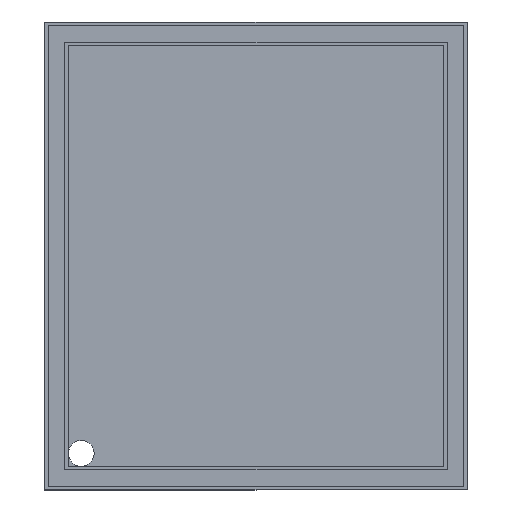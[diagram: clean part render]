
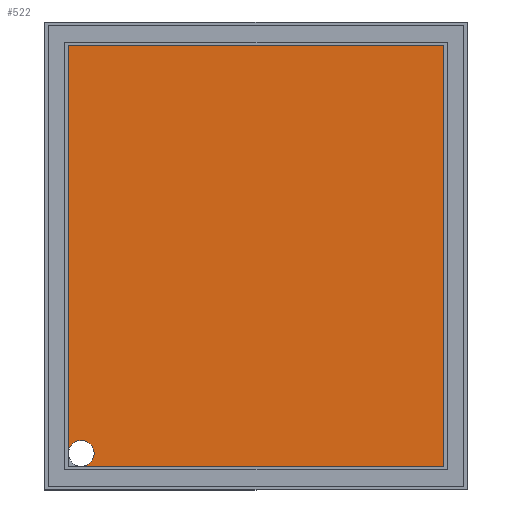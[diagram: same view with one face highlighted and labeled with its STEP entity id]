
A CAD part, top view. The second image highlights one B-rep face of the part: STEP entity #522.
In plain terms, the highlighted planar face has unit normal (0, 0, 1).
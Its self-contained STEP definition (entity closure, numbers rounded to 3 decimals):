
#13 = VERTEX_POINT ( 'NONE', #369 ) ;
#28 = CARTESIAN_POINT ( 'NONE',  ( -87.104, 97.61, 1.6 ) ) ;
#31 = AXIS2_PLACEMENT_3D ( 'NONE', #865, #409, #335 ) ;
#69 = VERTEX_POINT ( 'NONE', #278 ) ;
#124 = VECTOR ( 'NONE', #216, 1000. ) ;
#139 = CARTESIAN_POINT ( 'NONE',  ( 87.104, 97.61, 1.6 ) ) ;
#153 = FACE_OUTER_BOUND ( 'NONE', #905, .T. ) ;
#156 = CIRCLE ( 'NONE', #606, 6. ) ;
#189 = EDGE_CURVE ( 'NONE', #69, #415, #336, .T. ) ;
#216 = DIRECTION ( 'NONE',  ( 0., -1., 0. ) ) ;
#230 = ORIENTED_EDGE ( 'NONE', *, *, #648, .F. ) ;
#232 = VERTEX_POINT ( 'NONE', #531 ) ;
#270 = CARTESIAN_POINT ( 'NONE',  ( -81.104, -91.61, 1.6 ) ) ;
#278 = CARTESIAN_POINT ( 'NONE',  ( -87.104, -91.61, 1.6 ) ) ;
#294 = CARTESIAN_POINT ( 'NONE',  ( -81.104, -91.61, 1.6 ) ) ;
#302 = DIRECTION ( 'NONE',  ( 1., 0., 0. ) ) ;
#335 = DIRECTION ( 'NONE',  ( -1., 0., 0. ) ) ;
#336 = LINE ( 'NONE', #28, #616 ) ;
#369 = CARTESIAN_POINT ( 'NONE',  ( 87.104, -97.61, 1.6 ) ) ;
#409 = DIRECTION ( 'NONE',  ( 0., 0., -1. ) ) ;
#415 = VERTEX_POINT ( 'NONE', #903 ) ;
#418 = DIRECTION ( 'NONE',  ( 0., 1., 0. ) ) ;
#438 = DIRECTION ( 'NONE',  ( 0., 0., 1. ) ) ;
#452 = ORIENTED_EDGE ( 'NONE', *, *, #545, .F. ) ;
#471 = ORIENTED_EDGE ( 'NONE', *, *, #690, .F. ) ;
#480 = CARTESIAN_POINT ( 'NONE',  ( 87.104, -97.61, 1.6 ) ) ;
#500 = DIRECTION ( 'NONE',  ( 1., 0., 0. ) ) ;
#504 = CARTESIAN_POINT ( 'NONE',  ( 87.104, 97.61, 1.6 ) ) ;
#522 = ADVANCED_FACE ( 'NONE', ( #153 ), #779, .F. ) ;
#531 = CARTESIAN_POINT ( 'NONE',  ( -81.104, -97.61, 1.6 ) ) ;
#540 = VECTOR ( 'NONE', #713, 1000. ) ;
#545 = EDGE_CURVE ( 'NONE', #415, #881, #883, .T. ) ;
#592 = ORIENTED_EDGE ( 'NONE', *, *, #950, .F. ) ;
#606 = AXIS2_PLACEMENT_3D ( 'NONE', #294, #992, #302 ) ;
#616 = VECTOR ( 'NONE', #418, 1000. ) ;
#644 = LINE ( 'NONE', #480, #540 ) ;
#648 = EDGE_CURVE ( 'NONE', #772, #69, #688, .T. ) ;
#657 = DIRECTION ( 'NONE',  ( 1., 0., 0. ) ) ;
#688 = CIRCLE ( 'NONE', #993, 6. ) ;
#689 = CARTESIAN_POINT ( 'NONE',  ( -75.104, -91.61, 1.6 ) ) ;
#690 = EDGE_CURVE ( 'NONE', #232, #772, #156, .T. ) ;
#713 = DIRECTION ( 'NONE',  ( -1., 0., 0. ) ) ;
#772 = VERTEX_POINT ( 'NONE', #689 ) ;
#779 = PLANE ( 'NONE',  #31 ) ;
#795 = EDGE_CURVE ( 'NONE', #881, #13, #973, .T. ) ;
#845 = CARTESIAN_POINT ( 'NONE',  ( 87.104, 97.61, 1.6 ) ) ;
#865 = CARTESIAN_POINT ( 'NONE',  ( 0., 0., 1.6 ) ) ;
#881 = VERTEX_POINT ( 'NONE', #139 ) ;
#883 = LINE ( 'NONE', #504, #913 ) ;
#903 = CARTESIAN_POINT ( 'NONE',  ( -87.104, 97.61, 1.6 ) ) ;
#905 = EDGE_LOOP ( 'NONE', ( #471, #592, #979, #452, #938, #230 ) ) ;
#913 = VECTOR ( 'NONE', #657, 1000. ) ;
#938 = ORIENTED_EDGE ( 'NONE', *, *, #189, .F. ) ;
#950 = EDGE_CURVE ( 'NONE', #13, #232, #644, .T. ) ;
#973 = LINE ( 'NONE', #845, #124 ) ;
#979 = ORIENTED_EDGE ( 'NONE', *, *, #795, .F. ) ;
#992 = DIRECTION ( 'NONE',  ( 0., 0., 1. ) ) ;
#993 = AXIS2_PLACEMENT_3D ( 'NONE', #270, #438, #500 ) ;
